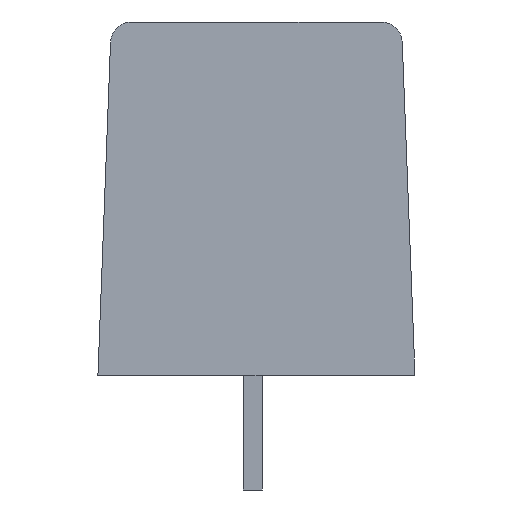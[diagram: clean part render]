
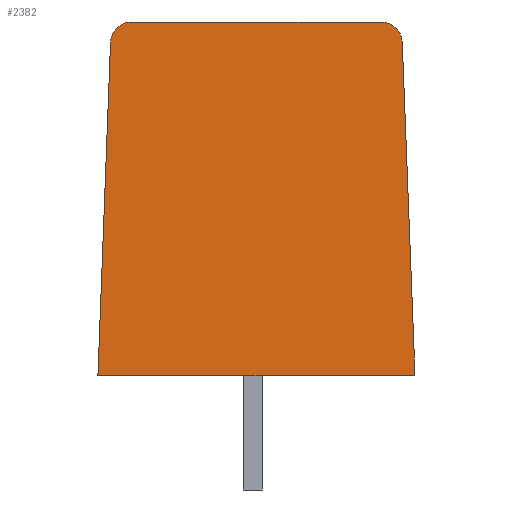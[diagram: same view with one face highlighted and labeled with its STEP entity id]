
A CAD part, front view. The second image highlights one B-rep face of the part: STEP entity #2382.
In plain terms, the highlighted planar face has unit normal (0, -1, 0.026).
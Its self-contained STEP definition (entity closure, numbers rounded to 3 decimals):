
#379 = DIRECTION ( 'NONE',  ( 0., -1., 0.026 ) ) ;
#407 = ORIENTED_EDGE ( 'NONE', *, *, #3237, .T. ) ;
#460 = EDGE_LOOP ( 'NONE', ( #715, #2772, #3486, #4233, #5406, #3788, #407 ) ) ;
#519 = EDGE_CURVE ( 'NONE', #2077, #2536, #730, .T. ) ;
#539 = VERTEX_POINT ( 'NONE', #4046 ) ;
#672 = CARTESIAN_POINT ( 'NONE',  ( 6.75, -8.344, 0.996 ) ) ;
#715 = ORIENTED_EDGE ( 'NONE', *, *, #2346, .T. ) ;
#722 = DIRECTION ( 'NONE',  ( -1., 0., 0. ) ) ;
#730 = LINE ( 'NONE', #672, #4371 ) ;
#748 = CARTESIAN_POINT ( 'NONE',  ( -5.957, -8.005, 13.95 ) ) ;
#1124 = CARTESIAN_POINT ( 'NONE',  ( 6.75, -8.37, 0. ) ) ;
#1167 = DIRECTION ( 'NONE',  ( -0.038, 0.026, 0.999 ) ) ;
#1461 = VECTOR ( 'NONE', #3628, 1000. ) ;
#1674 = VECTOR ( 'NONE', #722, 1000. ) ;
#1801 = EDGE_CURVE ( 'NONE', #2536, #5559, #3930, .T. ) ;
#1985 = CARTESIAN_POINT ( 'NONE',  ( 5.374, -7.982, 14.8 ) ) ;
#2077 = VERTEX_POINT ( 'NONE', #4653 ) ;
#2150 = CARTESIAN_POINT ( 'NONE',  ( -5.577, -7.982, 14.799 ) ) ;
#2344 = CARTESIAN_POINT ( 'NONE',  ( 5.374, -7.982, 14.8 ) ) ;
#2346 = EDGE_CURVE ( 'NONE', #4591, #2077, #5988, .T. ) ;
#2382 = ADVANCED_FACE ( 'NONE', ( #6145 ), #4209, .T. ) ;
#2536 = VERTEX_POINT ( 'NONE', #3058 ) ;
#2772 = ORIENTED_EDGE ( 'NONE', *, *, #519, .T. ) ;
#2894 =( BOUNDED_CURVE ( )  B_SPLINE_CURVE ( 3, ( #4527, #2150, #4039, #748 ),
 .UNSPECIFIED., .F., .T. ) 
 B_SPLINE_CURVE_WITH_KNOTS ( ( 4, 4 ),
 ( 3.145, 4.675 ),
 .UNSPECIFIED. ) 
 CURVE ( )  GEOMETRIC_REPRESENTATION_ITEM ( )  RATIONAL_B_SPLINE_CURVE ( ( 1., 0.814, 0.814, 1. ) ) 
 REPRESENTATION_ITEM ( '' )  );
#3041 = DIRECTION ( 'NONE',  ( 1., 0., 0. ) ) ;
#3048 = CARTESIAN_POINT ( 'NONE',  ( 5.875, -7.982, 14.799 ) ) ;
#3058 = CARTESIAN_POINT ( 'NONE',  ( 6.255, -8.005, 13.95 ) ) ;
#3073 = AXIS2_PLACEMENT_3D ( 'NONE', #5602, #379, #5109 ) ;
#3237 = EDGE_CURVE ( 'NONE', #4889, #4591, #5774, .T. ) ;
#3486 = ORIENTED_EDGE ( 'NONE', *, *, #1801, .T. ) ;
#3577 = EDGE_CURVE ( 'NONE', #5559, #3780, #5498, .T. ) ;
#3628 = DIRECTION ( 'NONE',  ( 0., 0.026, 1. ) ) ;
#3692 = CARTESIAN_POINT ( 'NONE',  ( 6.75, -7.982, 14.8 ) ) ;
#3780 = VERTEX_POINT ( 'NONE', #5783 ) ;
#3788 = ORIENTED_EDGE ( 'NONE', *, *, #4715, .T. ) ;
#3930 =( BOUNDED_CURVE ( )  B_SPLINE_CURVE ( 3, ( #5653, #5842, #3048, #1985 ),
 .UNSPECIFIED., .F., .T. ) 
 B_SPLINE_CURVE_WITH_KNOTS ( ( 4, 4 ),
 ( 1.609, 3.139 ),
 .UNSPECIFIED. ) 
 CURVE ( )  GEOMETRIC_REPRESENTATION_ITEM ( )  RATIONAL_B_SPLINE_CURVE ( ( 1., 0.814, 0.814, 1. ) ) 
 REPRESENTATION_ITEM ( '' )  );
#4039 = CARTESIAN_POINT ( 'NONE',  ( -5.938, -7.992, 14.45 ) ) ;
#4046 = CARTESIAN_POINT ( 'NONE',  ( -5.957, -8.005, 13.95 ) ) ;
#4209 = PLANE ( 'NONE',  #3073 ) ;
#4233 = ORIENTED_EDGE ( 'NONE', *, *, #3577, .T. ) ;
#4371 = VECTOR ( 'NONE', #1167, 1000. ) ;
#4523 = CARTESIAN_POINT ( 'NONE',  ( 6.75, -8.37, 0. ) ) ;
#4527 = CARTESIAN_POINT ( 'NONE',  ( -5.076, -7.982, 14.8 ) ) ;
#4591 = VERTEX_POINT ( 'NONE', #4968 ) ;
#4603 = EDGE_CURVE ( 'NONE', #3780, #539, #2894, .T. ) ;
#4653 = CARTESIAN_POINT ( 'NONE',  ( 6.75, -8.344, 0.996 ) ) ;
#4667 = CARTESIAN_POINT ( 'NONE',  ( -5.957, -8.005, 13.95 ) ) ;
#4715 = EDGE_CURVE ( 'NONE', #539, #4889, #5166, .T. ) ;
#4889 = VERTEX_POINT ( 'NONE', #5025 ) ;
#4968 = CARTESIAN_POINT ( 'NONE',  ( 6.75, -8.37, 0. ) ) ;
#5025 = CARTESIAN_POINT ( 'NONE',  ( -6.484, -8.37, 0. ) ) ;
#5109 = DIRECTION ( 'NONE',  ( 0., -0.026, -1. ) ) ;
#5166 = LINE ( 'NONE', #4667, #5970 ) ;
#5406 = ORIENTED_EDGE ( 'NONE', *, *, #4603, .T. ) ;
#5498 = LINE ( 'NONE', #3692, #1674 ) ;
#5559 = VERTEX_POINT ( 'NONE', #2344 ) ;
#5602 = CARTESIAN_POINT ( 'NONE',  ( 6.75, -8.37, 0. ) ) ;
#5632 = VECTOR ( 'NONE', #3041, 1000. ) ;
#5653 = CARTESIAN_POINT ( 'NONE',  ( 6.255, -8.005, 13.95 ) ) ;
#5774 = LINE ( 'NONE', #1124, #5632 ) ;
#5783 = CARTESIAN_POINT ( 'NONE',  ( -5.076, -7.982, 14.8 ) ) ;
#5842 = CARTESIAN_POINT ( 'NONE',  ( 6.236, -7.992, 14.451 ) ) ;
#5970 = VECTOR ( 'NONE', #6075, 1000. ) ;
#5988 = LINE ( 'NONE', #4523, #1461 ) ;
#6075 = DIRECTION ( 'NONE',  ( -0.038, -0.026, -0.999 ) ) ;
#6145 = FACE_OUTER_BOUND ( 'NONE', #460, .T. ) ;
